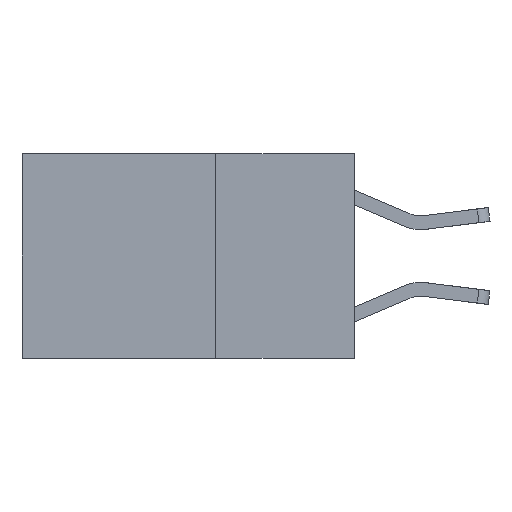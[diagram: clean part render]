
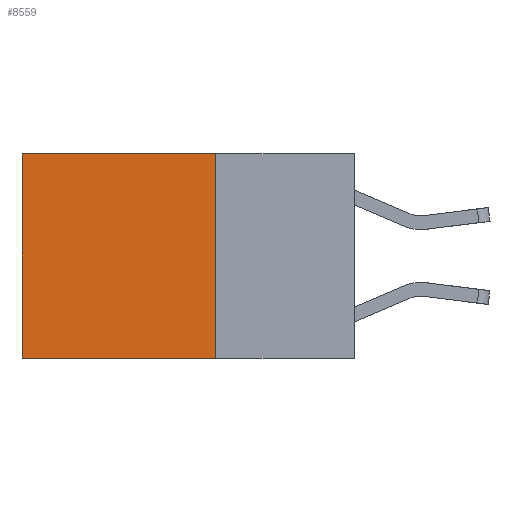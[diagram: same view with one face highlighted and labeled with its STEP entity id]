
A CAD part, left-side view. The second image highlights one B-rep face of the part: STEP entity #8559.
In plain terms, the highlighted planar face has unit normal (-1, 0, 0).
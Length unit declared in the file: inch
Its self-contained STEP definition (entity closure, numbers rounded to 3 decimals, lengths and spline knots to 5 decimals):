
#555 = LINE ( 'NONE', #7576, #5652 ) ;
#1242 = VECTOR ( 'NONE', #8050, 39.37008 ) ;
#1361 = CARTESIAN_POINT ( 'NONE',  ( 0.2625, 0.25, 0. ) ) ;
#1622 = DIRECTION ( 'NONE',  ( 0., 1., 0. ) ) ;
#1685 = CARTESIAN_POINT ( 'NONE',  ( 0.2625, 0.25, 0. ) ) ;
#1844 = VECTOR ( 'NONE', #7338, 39.37008 ) ;
#2708 = DIRECTION ( 'NONE',  ( 0., 0., -1. ) ) ;
#2927 = CARTESIAN_POINT ( 'NONE',  ( 0.2625, 0.25, 0. ) ) ;
#3196 = CARTESIAN_POINT ( 'NONE',  ( 0.2625, 0.6, -0.37 ) ) ;
#4107 = FACE_OUTER_BOUND ( 'NONE', #9097, .T. ) ;
#4754 = VERTEX_POINT ( 'NONE', #6049 ) ;
#5652 = VECTOR ( 'NONE', #1622, 39.37008 ) ;
#6049 = CARTESIAN_POINT ( 'NONE',  ( 0.2625, 0.25, -0.37 ) ) ;
#6079 = EDGE_CURVE ( 'NONE', #11212, #4754, #9059, .T. ) ;
#6695 = PLANE ( 'NONE',  #10325 ) ;
#6992 = EDGE_CURVE ( 'NONE', #11212, #8835, #7138, .T. ) ;
#7046 = CARTESIAN_POINT ( 'NONE',  ( 0.2625, 0.6, 0. ) ) ;
#7138 = LINE ( 'NONE', #1361, #1844 ) ;
#7240 = EDGE_CURVE ( 'NONE', #4754, #7596, #555, .T. ) ;
#7338 = DIRECTION ( 'NONE',  ( 0., 1., 0. ) ) ;
#7387 = LINE ( 'NONE', #7046, #12315 ) ;
#7576 = CARTESIAN_POINT ( 'NONE',  ( 0.2625, 0.25, -0.37 ) ) ;
#7596 = VERTEX_POINT ( 'NONE', #3196 ) ;
#8050 = DIRECTION ( 'NONE',  ( 0., 0., -1. ) ) ;
#8538 = DIRECTION ( 'NONE',  ( 1., 0., 0. ) ) ;
#8559 = ADVANCED_FACE ( 'NONE', ( #4107 ), #6695, .F. ) ;
#8593 = ORIENTED_EDGE ( 'NONE', *, *, #6992, .T. ) ;
#8692 = ORIENTED_EDGE ( 'NONE', *, *, #6079, .F. ) ;
#8835 = VERTEX_POINT ( 'NONE', #11740 ) ;
#8881 = DIRECTION ( 'NONE',  ( 0., 0., -1. ) ) ;
#9059 = LINE ( 'NONE', #9943, #1242 ) ;
#9097 = EDGE_LOOP ( 'NONE', ( #10986, #10711, #8692, #8593 ) ) ;
#9943 = CARTESIAN_POINT ( 'NONE',  ( 0.2625, 0.25, 0. ) ) ;
#10325 = AXIS2_PLACEMENT_3D ( 'NONE', #1685, #8538, #2708 ) ;
#10711 = ORIENTED_EDGE ( 'NONE', *, *, #7240, .F. ) ;
#10986 = ORIENTED_EDGE ( 'NONE', *, *, #11314, .T. ) ;
#11212 = VERTEX_POINT ( 'NONE', #2927 ) ;
#11314 = EDGE_CURVE ( 'NONE', #8835, #7596, #7387, .T. ) ;
#11740 = CARTESIAN_POINT ( 'NONE',  ( 0.2625, 0.6, 0. ) ) ;
#12315 = VECTOR ( 'NONE', #8881, 39.37008 ) ;
